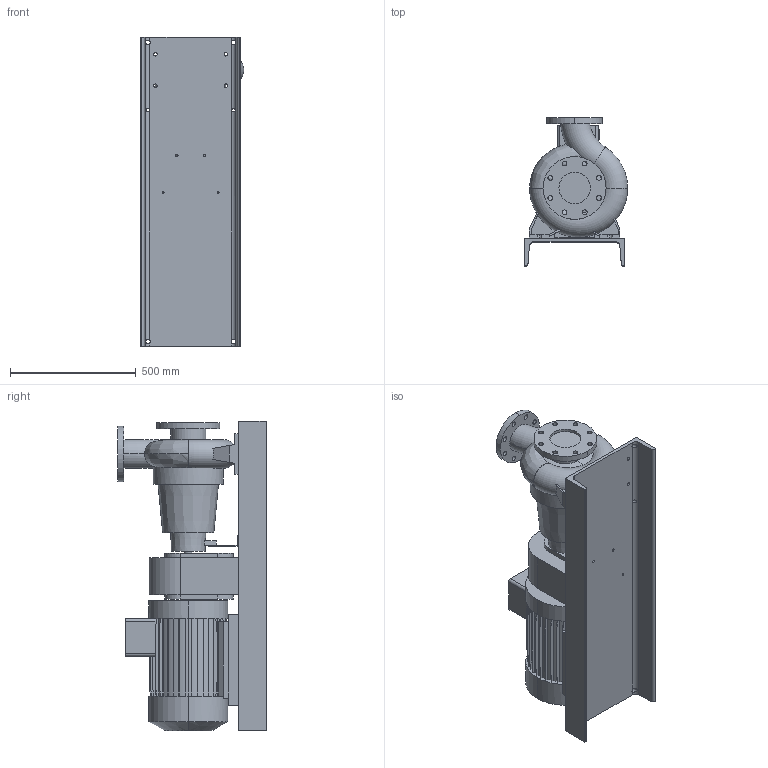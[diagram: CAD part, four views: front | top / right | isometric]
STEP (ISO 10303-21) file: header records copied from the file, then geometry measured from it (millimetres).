
FILE_DESCRIPTION (( 'STEP AP203' ), '1' );
FILE_NAME ('10018071swa00.step', '2023-07-07T12:31:15', ( '' ), ( '' ), 'SwSTEP 2.0', 'SolidWorks 2020', '' );
FILE_SCHEMA (( 'CONFIG_CONTROL_DESIGN' ));
Length unit declared in the file: millimetre
Products named in the file (5): 10018071swa00; 10012573swp00_380; 10017783swp00_100-200; 10018072swp00_160M L 2-6; 10018097swp00_MCG 15 N 100-200 160
Assembly tree (4 placements, depth 2):
  10018071swa00
    10017783swp00_100-200
    10018097swp00_MCG 15 N 100-200 160
    10018072swp00_160M L 2-6
    10012573swp00_380
Bounding box: 410.8 x 590 x 1231 mm (x, y, z)
Volume: 93430215.2 mm3; surface area: 4080370.5 mm2
Topology: 6 solids, 6 shells, 553 faces, 1571 edges, 1042 vertices
Faces by surface type: plane 371, cylinder 167, cone 8, torus 5, bspline 2
Entity records: 20652 total; most frequent: CARTESIAN_POINT 5374, ORIENTED_EDGE 3142, DIRECTION 2976, EDGE_CURVE 1571, VECTOR 1148, LINE 1148, VERTEX_POINT 1042, AXIS2_PLACEMENT_3D 914
